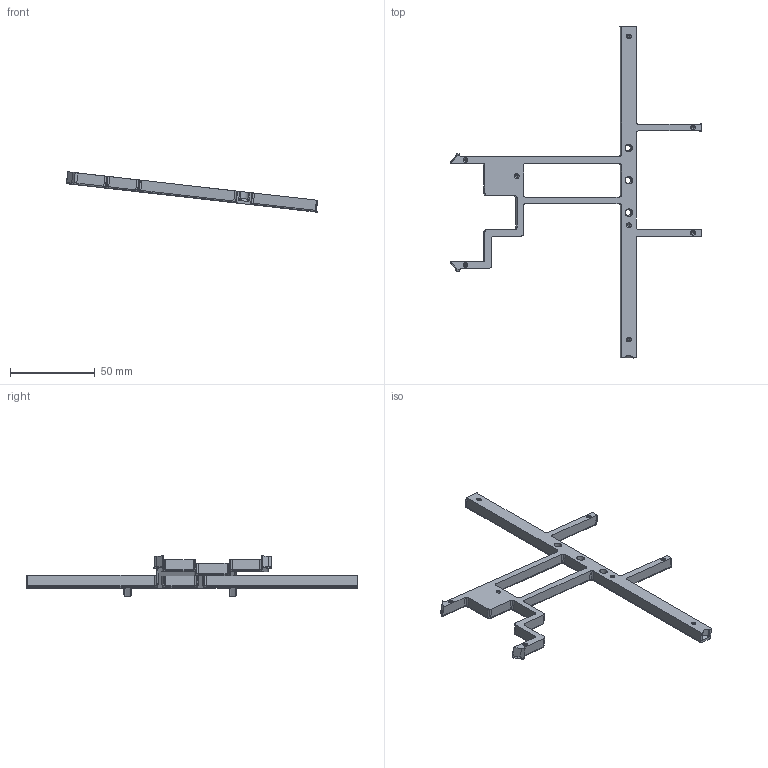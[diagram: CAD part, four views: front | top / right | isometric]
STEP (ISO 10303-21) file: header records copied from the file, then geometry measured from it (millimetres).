
FILE_DESCRIPTION(/* description */ ('Alibre Inc.'),/* implementation_level */ '2;1');
FILE_NAME(/* name */ 'export-81A4962E-6B91-4151-A5BA-D0AA8607151A',/* time_stamp */ '2026-01-14T19:55:42-05:00',/* author */ (''),/* organization */ (''),/* preprocessor_version */ 'ST-DEVELOPER v17',/* originating_system */ 'Alibre',/* authorisation */ '');
FILE_SCHEMA (('AUTOMOTIVE_DESIGN'));
Length unit declared in the file: millimetre
Products named in the file (1): Right key separator
Bounding box: 147.99 x 195.44 x 23.76 mm (x, y, z)
Volume: 22661.5 mm3; surface area: 14023.9 mm2
Topology: 1 solids, 1 shells, 297 faces, 785 edges, 482 vertices
Faces by surface type: cylinder 170, cone 44, plane 42, torus 27, bspline 14
Entity records: 9941 total; most frequent: CARTESIAN_POINT 2631, DIRECTION 1549, ORIENTED_EDGE 1540, EDGE_CURVE 770, AXIS2_PLACEMENT_3D 642, VERTEX_POINT 483, CIRCLE 349, VECTOR 334
